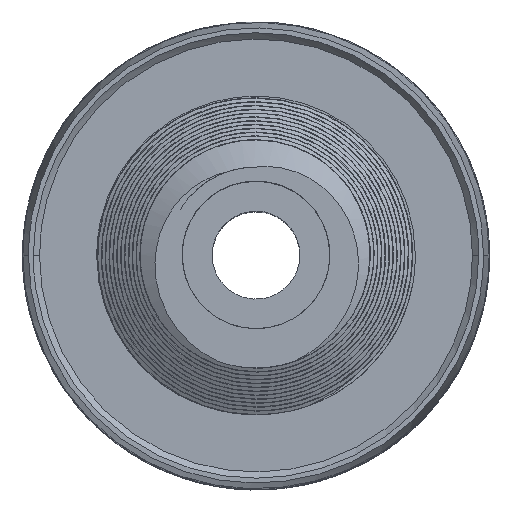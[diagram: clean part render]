
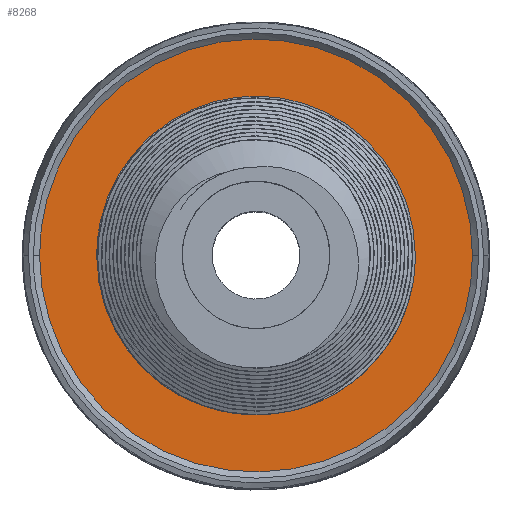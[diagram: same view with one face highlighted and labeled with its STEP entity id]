
A CAD part, top view. The second image highlights one B-rep face of the part: STEP entity #8268.
In plain terms, the highlighted free-form (B-spline) face has degree [1, 1] with [2, 2] control points.
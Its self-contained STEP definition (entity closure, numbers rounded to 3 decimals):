
#114 = VERTEX_POINT('',#115);
#115 = CARTESIAN_POINT('',(40.471,0.,92.673));
#133 = VERTEX_POINT('',#134);
#134 = CARTESIAN_POINT('',(-40.471,0.,
    92.673));
#139 = EDGE_CURVE('',#133,#114,#140,.T.);
#140 = ( BOUNDED_CURVE() B_SPLINE_CURVE(2,(#141,#142,#143,#144,#145),
.UNSPECIFIED.,.F.,.F.) B_SPLINE_CURVE_WITH_KNOTS((3,2,3),(3.142,
4.712,6.283),.PIECEWISE_BEZIER_KNOTS.) CURVE() 
GEOMETRIC_REPRESENTATION_ITEM() RATIONAL_B_SPLINE_CURVE((1.,
0.707,1.,0.707,1.)) REPRESENTATION_ITEM('') );
#141 = CARTESIAN_POINT('',(-40.471,0.,
    92.673));
#142 = CARTESIAN_POINT('',(-40.471,-40.471,
    92.673));
#143 = CARTESIAN_POINT('',(0.,-40.471,
    92.673));
#144 = CARTESIAN_POINT('',(40.471,-40.471,
    92.673));
#145 = CARTESIAN_POINT('',(40.471,0.,
    92.673));
#161 = EDGE_CURVE('',#162,#164,#166,.T.);
#162 = VERTEX_POINT('',#163);
#163 = CARTESIAN_POINT('',(29.796,0.,92.673));
#164 = VERTEX_POINT('',#165);
#165 = CARTESIAN_POINT('',(-29.796,0.,
    92.673));
#166 = ( BOUNDED_CURVE() B_SPLINE_CURVE(2,(#167,#168,#169,#170,#171),
.UNSPECIFIED.,.F.,.F.) B_SPLINE_CURVE_WITH_KNOTS((3,2,3),(0.,
1.571,3.142),.PIECEWISE_BEZIER_KNOTS.) CURVE() 
GEOMETRIC_REPRESENTATION_ITEM() RATIONAL_B_SPLINE_CURVE((1.,
0.707,1.,0.707,1.)) REPRESENTATION_ITEM('') );
#167 = CARTESIAN_POINT('',(29.796,0.,92.673));
#168 = CARTESIAN_POINT('',(29.796,29.796,
    92.673));
#169 = CARTESIAN_POINT('',(0.,29.796,
    92.673));
#170 = CARTESIAN_POINT('',(-29.796,29.796,
    92.673));
#171 = CARTESIAN_POINT('',(-29.796,0.,
    92.673));
#8268 = ADVANCED_FACE('',(#8269,#8280),#8291,.T.);
#8269 = FACE_BOUND('',#8270,.T.);
#8270 = EDGE_LOOP('',(#8271,#8272));
#8271 = ORIENTED_EDGE('',*,*,#161,.F.);
#8272 = ORIENTED_EDGE('',*,*,#8273,.F.);
#8273 = EDGE_CURVE('',#164,#162,#8274,.T.);
#8274 = ( BOUNDED_CURVE() B_SPLINE_CURVE(2,(#8275,#8276,#8277,#8278,
#8279),.UNSPECIFIED.,.F.,.F.) B_SPLINE_CURVE_WITH_KNOTS((3,2,3),(
    3.142,4.712,6.283),
.PIECEWISE_BEZIER_KNOTS.) CURVE() GEOMETRIC_REPRESENTATION_ITEM() 
RATIONAL_B_SPLINE_CURVE((1.,0.707,1.,0.707,1.)) 
REPRESENTATION_ITEM('') );
#8275 = CARTESIAN_POINT('',(-29.796,0.,
    92.673));
#8276 = CARTESIAN_POINT('',(-29.796,-29.796,
    92.673));
#8277 = CARTESIAN_POINT('',(0.,-29.796,
    92.673));
#8278 = CARTESIAN_POINT('',(29.796,-29.796,
    92.673));
#8279 = CARTESIAN_POINT('',(29.796,0.,
    92.673));
#8280 = FACE_BOUND('',#8281,.T.);
#8281 = EDGE_LOOP('',(#8282,#8290));
#8282 = ORIENTED_EDGE('',*,*,#8283,.T.);
#8283 = EDGE_CURVE('',#114,#133,#8284,.T.);
#8284 = ( BOUNDED_CURVE() B_SPLINE_CURVE(2,(#8285,#8286,#8287,#8288,
#8289),.UNSPECIFIED.,.F.,.F.) B_SPLINE_CURVE_WITH_KNOTS((3,2,3),(0.,
1.571,3.142),.PIECEWISE_BEZIER_KNOTS.) CURVE() 
GEOMETRIC_REPRESENTATION_ITEM() RATIONAL_B_SPLINE_CURVE((1.,
0.707,1.,0.707,1.)) REPRESENTATION_ITEM('') );
#8285 = CARTESIAN_POINT('',(40.471,0.,92.673));
#8286 = CARTESIAN_POINT('',(40.471,40.471,
    92.673));
#8287 = CARTESIAN_POINT('',(0.,40.471,
    92.673));
#8288 = CARTESIAN_POINT('',(-40.471,40.471,
    92.673));
#8289 = CARTESIAN_POINT('',(-40.471,0.,
    92.673));
#8290 = ORIENTED_EDGE('',*,*,#139,.T.);
#8291 = B_SPLINE_SURFACE_WITH_KNOTS('',1,1,(
    (#8292,#8293)
    ,(#8294,#8295
    )),.UNSPECIFIED.,.F.,.F.,.F.,(2,2),(2,2),(-34.5,34.5),(-34.5,34.5),
  .PIECEWISE_BEZIER_KNOTS.);
#8292 = CARTESIAN_POINT('',(-40.471,-40.471,
    92.673));
#8293 = CARTESIAN_POINT('',(-40.471,40.471,
    92.673));
#8294 = CARTESIAN_POINT('',(40.471,-40.471,
    92.673));
#8295 = CARTESIAN_POINT('',(40.471,40.471,
    92.673));
